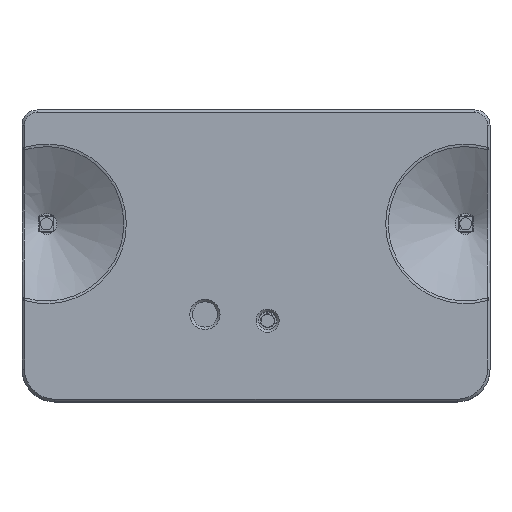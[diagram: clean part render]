
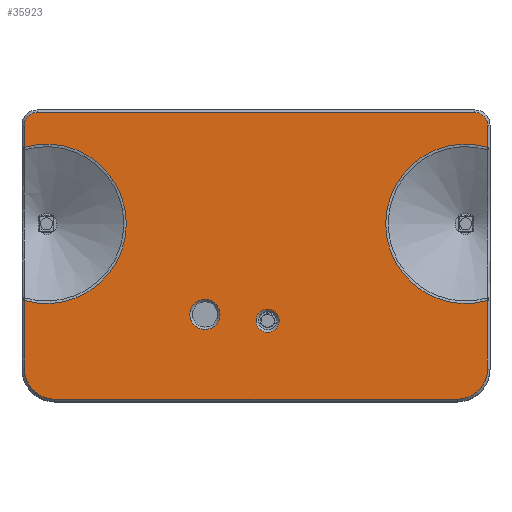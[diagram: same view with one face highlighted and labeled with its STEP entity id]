
A CAD part, top view. The second image highlights one B-rep face of the part: STEP entity #35923.
In plain terms, the highlighted planar face has unit normal (0, 0, 1).
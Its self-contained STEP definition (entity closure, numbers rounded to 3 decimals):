
#799=FACE_BOUND('',#5047,.T.);
#800=FACE_BOUND('',#5048,.T.);
#2973=FACE_OUTER_BOUND('',#5046,.T.);
#5046=EDGE_LOOP('',(#31144,#31145,#31146,#31147,#31148,#31149,#31150,#31151,
#31152,#31153,#31154,#31155));
#5047=EDGE_LOOP('',(#31156));
#5048=EDGE_LOOP('',(#31157));
#8763=LINE('',#59856,#12484);
#8764=LINE('',#59860,#12485);
#8765=LINE('',#59864,#12486);
#8766=LINE('',#59868,#12487);
#8767=LINE('',#59872,#12488);
#8768=LINE('',#59876,#12489);
#12484=VECTOR('',#48745,10.);
#12485=VECTOR('',#48748,10.);
#12486=VECTOR('',#48751,10.);
#12487=VECTOR('',#48754,10.);
#12488=VECTOR('',#48757,10.);
#12489=VECTOR('',#48760,10.);
#13570=CIRCLE('',#39155,2.3);
#13572=CIRCLE('',#39158,15.844);
#13573=CIRCLE('',#39159,2.5);
#13574=CIRCLE('',#39160,2.5);
#13575=CIRCLE('',#39161,15.844);
#13576=CIRCLE('',#39162,6.);
#13577=CIRCLE('',#39163,6.);
#13578=CIRCLE('',#39164,3.);
#16694=VERTEX_POINT('',#59848);
#16696=VERTEX_POINT('',#59854);
#16697=VERTEX_POINT('',#59855);
#16698=VERTEX_POINT('',#59857);
#16699=VERTEX_POINT('',#59859);
#16700=VERTEX_POINT('',#59861);
#16701=VERTEX_POINT('',#59863);
#16702=VERTEX_POINT('',#59865);
#16703=VERTEX_POINT('',#59867);
#16704=VERTEX_POINT('',#59869);
#16705=VERTEX_POINT('',#59871);
#16706=VERTEX_POINT('',#59873);
#16707=VERTEX_POINT('',#59875);
#16708=VERTEX_POINT('',#59878);
#21531=EDGE_CURVE('',#16694,#16694,#13570,.T.);
#21534=EDGE_CURVE('',#16696,#16697,#8763,.T.);
#21535=EDGE_CURVE('',#16698,#16696,#13572,.T.);
#21536=EDGE_CURVE('',#16699,#16698,#8764,.T.);
#21537=EDGE_CURVE('',#16700,#16699,#13573,.T.);
#21538=EDGE_CURVE('',#16701,#16700,#8765,.T.);
#21539=EDGE_CURVE('',#16702,#16701,#13574,.T.);
#21540=EDGE_CURVE('',#16703,#16702,#8766,.T.);
#21541=EDGE_CURVE('',#16704,#16703,#13575,.T.);
#21542=EDGE_CURVE('',#16705,#16704,#8767,.T.);
#21543=EDGE_CURVE('',#16706,#16705,#13576,.T.);
#21544=EDGE_CURVE('',#16707,#16706,#8768,.T.);
#21545=EDGE_CURVE('',#16697,#16707,#13577,.T.);
#21546=EDGE_CURVE('',#16708,#16708,#13578,.T.);
#31144=ORIENTED_EDGE('',*,*,#21534,.F.);
#31145=ORIENTED_EDGE('',*,*,#21535,.F.);
#31146=ORIENTED_EDGE('',*,*,#21536,.F.);
#31147=ORIENTED_EDGE('',*,*,#21537,.F.);
#31148=ORIENTED_EDGE('',*,*,#21538,.F.);
#31149=ORIENTED_EDGE('',*,*,#21539,.F.);
#31150=ORIENTED_EDGE('',*,*,#21540,.F.);
#31151=ORIENTED_EDGE('',*,*,#21541,.F.);
#31152=ORIENTED_EDGE('',*,*,#21542,.F.);
#31153=ORIENTED_EDGE('',*,*,#21543,.F.);
#31154=ORIENTED_EDGE('',*,*,#21544,.F.);
#31155=ORIENTED_EDGE('',*,*,#21545,.F.);
#31156=ORIENTED_EDGE('',*,*,#21546,.F.);
#31157=ORIENTED_EDGE('',*,*,#21531,.F.);
#32799=PLANE('',#39157);
#35923=ADVANCED_FACE('',(#2973,#799,#800),#32799,.F.);
#39155=AXIS2_PLACEMENT_3D('',#59849,#48738,#48739);
#39157=AXIS2_PLACEMENT_3D('',#59853,#48743,#48744);
#39158=AXIS2_PLACEMENT_3D('',#59858,#48746,#48747);
#39159=AXIS2_PLACEMENT_3D('',#59862,#48749,#48750);
#39160=AXIS2_PLACEMENT_3D('',#59866,#48752,#48753);
#39161=AXIS2_PLACEMENT_3D('',#59870,#48755,#48756);
#39162=AXIS2_PLACEMENT_3D('',#59874,#48758,#48759);
#39163=AXIS2_PLACEMENT_3D('',#59877,#48761,#48762);
#39164=AXIS2_PLACEMENT_3D('',#59879,#48763,#48764);
#48738=DIRECTION('center_axis',(0.,0.,1.));
#48739=DIRECTION('ref_axis',(-1.,0.,0.));
#48743=DIRECTION('center_axis',(0.,0.,-1.));
#48744=DIRECTION('ref_axis',(-1.,0.,0.));
#48745=DIRECTION('',(0.,-1.,0.));
#48746=DIRECTION('center_axis',(0.,0.,1.));
#48747=DIRECTION('ref_axis',(-1.,0.,0.));
#48748=DIRECTION('',(0.,-1.,0.));
#48749=DIRECTION('center_axis',(0.,0.,-1.));
#48750=DIRECTION('ref_axis',(0.707,0.707,0.));
#48751=DIRECTION('',(1.,0.,0.));
#48752=DIRECTION('center_axis',(0.,0.,-1.));
#48753=DIRECTION('ref_axis',(-0.707,0.707,0.));
#48754=DIRECTION('',(0.,1.,0.));
#48755=DIRECTION('center_axis',(0.,0.,1.));
#48756=DIRECTION('ref_axis',(1.,0.,0.));
#48757=DIRECTION('',(0.,1.,0.));
#48758=DIRECTION('center_axis',(0.,0.,-1.));
#48759=DIRECTION('ref_axis',(-1.,0.,0.));
#48760=DIRECTION('',(-1.,0.,0.));
#48761=DIRECTION('center_axis',(0.,0.,-1.));
#48762=DIRECTION('ref_axis',(0.,-1.,0.));
#48763=DIRECTION('center_axis',(0.,0.,1.));
#48764=DIRECTION('ref_axis',(-1.,0.,0.));
#59848=CARTESIAN_POINT('',(222.6,-103.4,11.6));
#59849=CARTESIAN_POINT('Origin',(220.3,-103.4,11.6));
#59853=CARTESIAN_POINT('Origin',(244.042,-84.14,11.6));
#59854=CARTESIAN_POINT('',(264.,-99.366,11.6));
#59855=CARTESIAN_POINT('',(264.,-113.,11.6));
#59856=CARTESIAN_POINT('',(264.,-98.57,11.6));
#59857=CARTESIAN_POINT('',(264.,-68.914,11.6));
#59858=CARTESIAN_POINT('Origin',(259.618,-84.14,11.6));
#59859=CARTESIAN_POINT('',(264.,-64.5,11.6));
#59860=CARTESIAN_POINT('',(264.,-98.57,11.6));
#59861=CARTESIAN_POINT('',(261.5,-62.,11.6));
#59862=CARTESIAN_POINT('Origin',(261.5,-64.5,11.6));
#59863=CARTESIAN_POINT('',(174.5,-62.,11.6));
#59864=CARTESIAN_POINT('',(254.271,-62.,11.6));
#59865=CARTESIAN_POINT('',(172.,-64.5,11.6));
#59866=CARTESIAN_POINT('Origin',(174.5,-64.5,11.6));
#59867=CARTESIAN_POINT('',(172.,-68.914,11.6));
#59868=CARTESIAN_POINT('',(172.,-72.82,11.6));
#59869=CARTESIAN_POINT('',(172.,-99.366,11.6));
#59870=CARTESIAN_POINT('Origin',(176.382,-84.14,11.6));
#59871=CARTESIAN_POINT('',(172.,-113.,11.6));
#59872=CARTESIAN_POINT('',(172.,-72.82,11.6));
#59873=CARTESIAN_POINT('',(178.,-119.,11.6));
#59874=CARTESIAN_POINT('Origin',(178.,-113.,11.6));
#59875=CARTESIAN_POINT('',(258.,-119.,11.6));
#59876=CARTESIAN_POINT('',(211.021,-119.,11.6));
#59877=CARTESIAN_POINT('Origin',(258.,-113.,11.6));
#59878=CARTESIAN_POINT('',(210.85,-102.141,11.6));
#59879=CARTESIAN_POINT('Origin',(207.85,-102.141,11.6));
